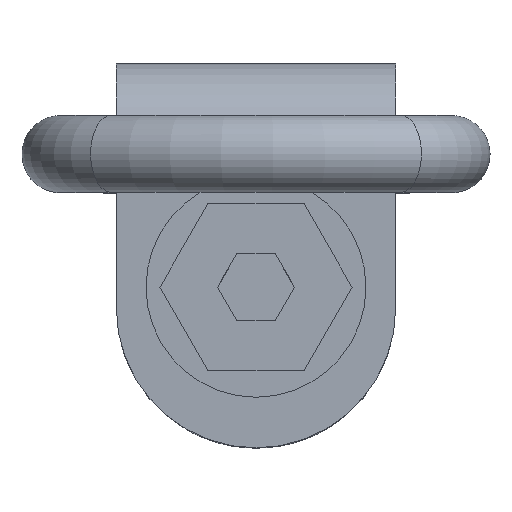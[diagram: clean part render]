
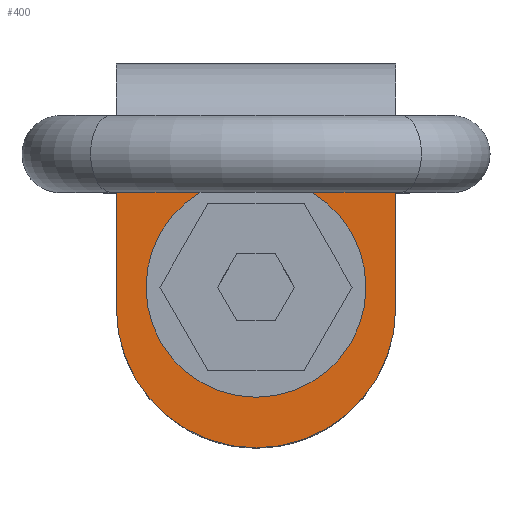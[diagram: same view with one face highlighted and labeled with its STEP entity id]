
A CAD part, top view. The second image highlights one B-rep face of the part: STEP entity #400.
In plain terms, the highlighted planar face has unit normal (0, 0, 1).
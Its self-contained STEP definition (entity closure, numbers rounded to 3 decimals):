
#340=PLANE('',#2443);
#400=ADVANCED_FACE('',(#569,#570),#340,.F.);
#569=FACE_BOUND('',#628,.T.);
#570=FACE_BOUND('',#629,.T.);
#628=EDGE_LOOP('',(#1190,#1191,#1192,#1193));
#629=EDGE_LOOP('',(#1194));
#788=LINE('',#3797,#914);
#789=LINE('',#3799,#915);
#790=LINE('',#3801,#916);
#914=VECTOR('',#2619,1.);
#915=VECTOR('',#2620,1.);
#916=VECTOR('',#2621,1.);
#1092=CIRCLE('',#2438,20.);
#1094=CIRCLE('',#2442,15.747);
#1190=ORIENTED_EDGE('',*,*,#1999,.T.);
#1191=ORIENTED_EDGE('',*,*,#2007,.F.);
#1192=ORIENTED_EDGE('',*,*,#2008,.T.);
#1193=ORIENTED_EDGE('',*,*,#2009,.T.);
#1194=ORIENTED_EDGE('',*,*,#2010,.F.);
#1789=VERTEX_POINT('',#3666);
#1790=VERTEX_POINT('',#3668);
#1796=VERTEX_POINT('',#3798);
#1797=VERTEX_POINT('',#3800);
#1798=VERTEX_POINT('',#3803);
#1999=EDGE_CURVE('',#1790,#1789,#1092,.T.);
#2007=EDGE_CURVE('',#1796,#1789,#788,.T.);
#2008=EDGE_CURVE('',#1796,#1797,#789,.T.);
#2009=EDGE_CURVE('',#1797,#1790,#790,.T.);
#2010=EDGE_CURVE('',#1798,#1798,#1094,.T.);
#2438=AXIS2_PLACEMENT_3D('',#3667,#2607,#2608);
#2442=AXIS2_PLACEMENT_3D('',#3802,#2622,#2623);
#2443=AXIS2_PLACEMENT_3D('',#3804,#2624,#2625);
#2607=DIRECTION('',(0.,0.,1.));
#2608=DIRECTION('',(0.,1.,0.));
#2619=DIRECTION('',(0.,-1.,0.));
#2620=DIRECTION('',(-1.,0.,0.));
#2621=DIRECTION('',(0.,-1.,0.));
#2622=DIRECTION('',(0.,0.,1.));
#2623=DIRECTION('',(0.,1.,0.));
#2624=DIRECTION('',(0.,0.,-1.));
#2625=DIRECTION('',(0.,1.,0.));
#3666=CARTESIAN_POINT('',(20.,-3.,25.01));
#3667=CARTESIAN_POINT('',(0.,-3.,25.01));
#3668=CARTESIAN_POINT('',(-20.,-3.,25.01));
#3797=CARTESIAN_POINT('',(20.,19.495,25.01));
#3798=CARTESIAN_POINT('',(20.,19.495,25.01));
#3799=CARTESIAN_POINT('',(20.,19.495,25.01));
#3800=CARTESIAN_POINT('',(-20.,19.495,25.01));
#3801=CARTESIAN_POINT('',(-20.,19.495,25.01));
#3802=CARTESIAN_POINT('',(0.,0.,25.01));
#3803=CARTESIAN_POINT('',(0.,15.747,25.01));
#3804=CARTESIAN_POINT('',(20.,19.495,25.01));
